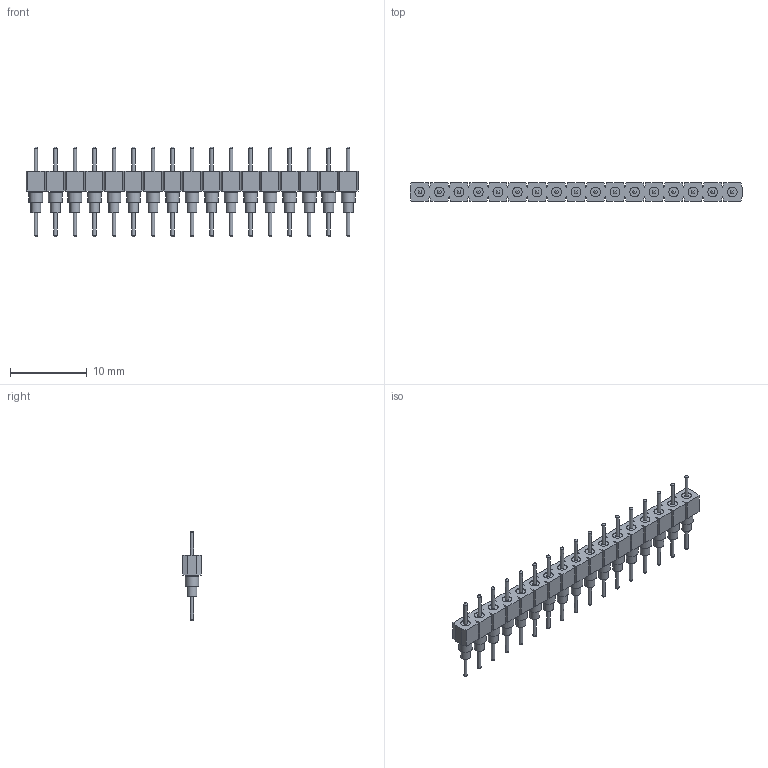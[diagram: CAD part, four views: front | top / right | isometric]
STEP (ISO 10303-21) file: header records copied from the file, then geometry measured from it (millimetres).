
FILE_DESCRIPTION(('FreeCAD Model'),'2;1');
FILE_NAME('Open CASCADE Shape Model','2025-01-12T11:54:59',(''),(''), 'Open CASCADE STEP processor 7.8','FreeCAD','Unknown');
FILE_SCHEMA(('AUTOMOTIVE_DESIGN { 1 0 10303 214 1 1 1 1 }'));
Length unit declared in the file: millimetre
Products named in the file (18): BBS-117-G-A_pins016; BBS-117-G-A_socket; BBS-117-G-A_pins; BBS-117-G-A_pins001; BBS-117-G-A_pins002; BBS-117-G-A_pins003; BBS-117-G-A_pins004; BBS-117-G-A_pins005; BBS-117-G-A_pins006; BBS-117-G-A_pins007; BBS-117-G-A_pins008; BBS-117-G-A_pins009; BBS-117-G-A_pins010; BBS-117-G-A_pins011; BBS-117-G-A_pins012; BBS-117-G-A_pins013; BBS-117-G-A_pins014; BBS-117-G-A_pins015
Bounding box: 43.18 x 2.44 x 11.68 mm (x, y, z)
Volume: 360.4 mm3; surface area: 1268.7 mm2
Topology: 18 solids, 18 shells, 310 faces, 737 edges, 497 vertices
Faces by surface type: plane 174, cylinder 102, sphere 34
Full cylindrical faces by diameter (mm): 0.457 x34, 1.27 x51, 1.778 x17
Entity records: 9258 total; most frequent: CARTESIAN_POINT 1783, DIRECTION 1444, ORIENTED_EDGE 1406, EDGE_CURVE 703, AXIS2_PLACEMENT_3D 566, VERTEX_POINT 497, FACE_BOUND 412, EDGE_LOOP 412
